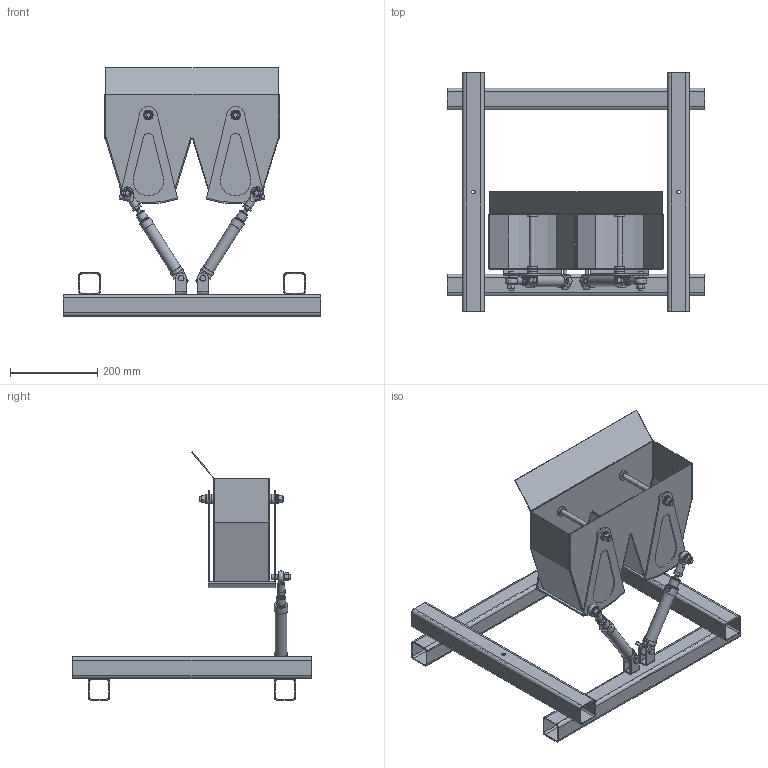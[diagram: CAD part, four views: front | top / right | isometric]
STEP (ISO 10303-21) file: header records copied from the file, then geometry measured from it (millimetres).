
FILE_DESCRIPTION( ( 'Unknown' ), '1' );
FILE_NAME( 'Packing Machine Complete Assembly.stp', 'Unknown', ( 'Unknown' ), ( 'Unknown' ), 'PSStep 16.0.42', 'Unknown', ' ' );
FILE_SCHEMA( ( 'AUTOMOTIVE_DESIGN { 1 0 10303 214 1 1 1 1 }' ) );
Length unit declared in the file: millimetre
Products named in the file (22): 100008x45; 100008x45_01; 100008x45_02; Frame Complete; SquareTubing 50x50x3-oa28; SquareTubing 50x50x3-oa29; SquareTubing 50x50x3-oa30; SquareTubing 50x50x3-oa31; Feeder Gate For Fast Medium and Slow; Bush; Flap Sides; Flap Bottom Fast Bin; Assem1; Washer_GBIT_95_2002_10_v10.45; Nut_GBIT_41_2000_M10_v10.45; cylinder_m_150_000_0000_25_80_02; cylinder_m_150_000_0000_25_80_01; Feeder Bin Fast Feed; Feeder Pin; Feeder Rod Pin; Pneumatic Cylinder Backet; piston_rod_eye_Complete
Assembly tree (43 placements, depth 3):
  Assem1
    Washer_GBIT_95_2002_10_v10.45  x4
    Nut_GBIT_41_2000_M10_v10.45  x6
    cylinder_m_150_000_0000_25_80_02  x2
    cylinder_m_150_000_0000_25_80_01  x2
    Feeder Bin Fast Feed
    Bush  x4
    Feeder Pin  x2
    Feeder Rod Pin  x2
    Pneumatic Cylinder Backet  x2
    piston_rod_eye_Complete  x2
    Frame Complete
      SquareTubing 50x50x3-oa28
      SquareTubing 50x50x3-oa29
      SquareTubing 50x50x3-oa30
      SquareTubing 50x50x3-oa31
    Feeder Gate For Fast Medium and Slow  x2
      Bush
      Flap Sides
      Flap Bottom Fast Bin
    100008x45  x2
      100008x45_01
      100008x45_02
Bounding box: 590 x 546.4 x 569.94 mm (x, y, z)
Volume: 2258741.8 mm3; surface area: 1714171.1 mm2
Topology: 45 solids, 45 shells, 662 faces, 1514 edges, 974 vertices
Faces by surface type: plane 346, cylinder 208, cone 86, torus 8, bspline 8, sphere 6
Full cylindrical faces by diameter (mm): 6.647 x2, 8 x12, 8.376 x6, 8.566 x4, 8.647 x4, 10 x16, 11 x4, 11.63 x2, 12 x16, 16.8 x2, 17.6 x4, 20 x4, 22 x20, 26.6 x2
Entity records: 13978 total; most frequent: CARTESIAN_POINT 2300, DIRECTION 1804, ORIENTED_EDGE 1590, EDGE_CURVE 795, AXIS2_PLACEMENT_3D 687, VERTEX_POINT 541, EDGE_LOOP 486, LINE 430
